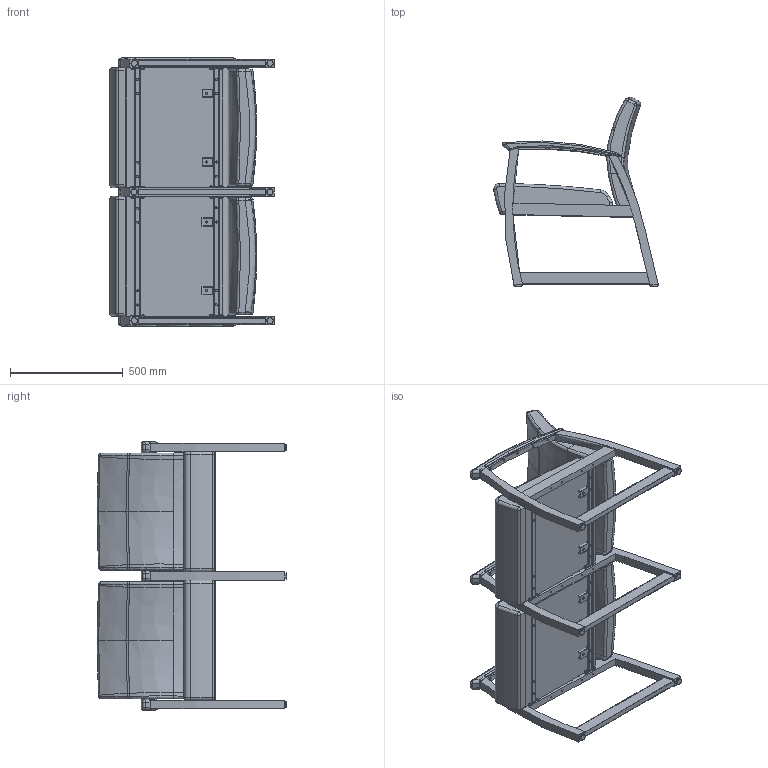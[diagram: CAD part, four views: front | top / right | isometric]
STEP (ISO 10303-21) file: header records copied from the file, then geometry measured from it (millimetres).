
FILE_DESCRIPTION(/* description */ (''),/* implementation_level */ '2;1');
FILE_NAME(/* name */ 'KOT29IU.stp',/* time_stamp */ '2017-10-25T08:14:01-04:00',/* author */ ('emehringer'),/* organization */ (''),/* preprocessor_version */ 'ST-DEVELOPER v16.5',/* originating_system */ 'Autodesk Inventor 2017',/* authorisation */ '');
FILE_SCHEMA (('AUTOMOTIVE_DESIGN { 1 0 10303 214 3 1 1 }'));
Products named in the file (17): KOT29IU-W; KOT9 ARML; KOT9 ARMI; KOT9 ARMR; KOT10 USEAT; KOT10 BACK NEW; KOT10-1 MAC BLK; ST1X1.5X21; ST1X1.5X21_1; ST1X1.5X21_2; STU1X1.5X21; STU1X1.5X21_1; STU1X1.5X21_2; STUBE PLT-4; U-CHANNEL FOR STUBE; 1420X3/4 PSHPB; GLD BLK 5-16
Assembly tree (62 placements, depth 3):
  KOT29IU-W
    KOT9 ARML
    KOT10-1 MAC BLK  x3
    KOT9 ARMI
    KOT9 ARMR
    KOT10 USEAT  x2
    KOT10 BACK NEW  x2
    ST1X1.5X21  x2
      ST1X1.5X21_1
      ST1X1.5X21_2
      STUBE PLT-4
    STU1X1.5X21  x2
      STU1X1.5X21_1
      STU1X1.5X21_2
      STUBE PLT-4
      U-CHANNEL FOR STUBE
    1420X3/4 PSHPB  x32
    GLD BLK 5-16  x6
Bounding box: 731.28 x 841.32 x 1190.62 mm (x, y, z)
Volume: 114706071.6 mm3; surface area: 5132318.2 mm2
Topology: 90 solids, 105 shells, 4631 faces, 10455 edges, 6128 vertices
Faces by surface type: plane 1198, cylinder 1108, torus 916, bspline 911, cone 462, sphere 36
Full cylindrical faces by diameter (mm): 6.35 x95, 6.528 x12, 7.925 x12, 7.938 x6, 8.733 x32, 9.525 x36, 12.497 x32
Entity records: 45090 total; most frequent: CARTESIAN_POINT 21082, ORIENTED_EDGE 4734, DIRECTION 4582, EDGE_CURVE 2369, AXIS2_PLACEMENT_3D 1813, VERTEX_POINT 1481, EDGE_LOOP 1334, FACE_OUTER_BOUND 1081
